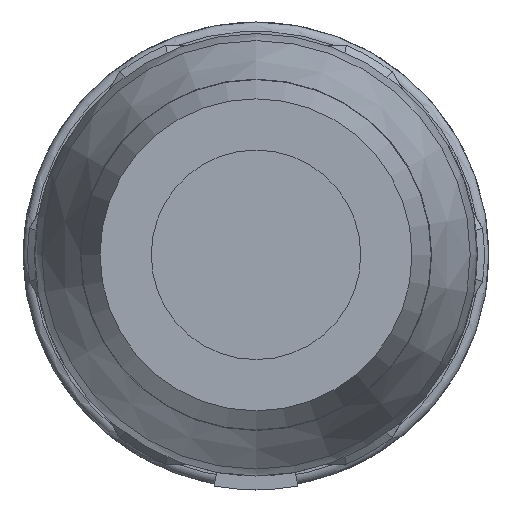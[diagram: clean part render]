
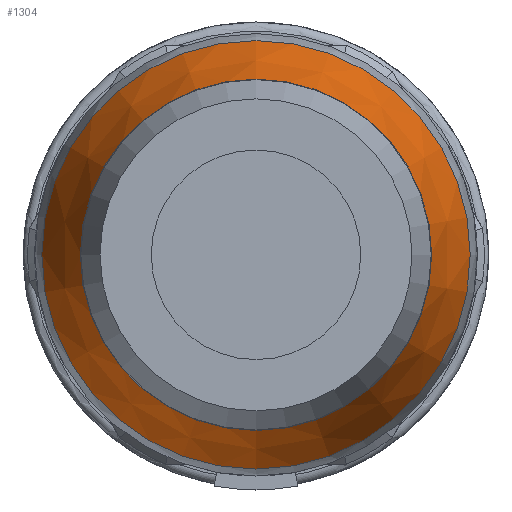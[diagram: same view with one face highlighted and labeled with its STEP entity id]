
A CAD part, front view. The second image highlights one B-rep face of the part: STEP entity #1304.
In plain terms, the highlighted conical face has half-angle 18.166 degrees and reference radius 4.173 mm.
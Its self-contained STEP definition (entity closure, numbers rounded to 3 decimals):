
#66=CONICAL_SURFACE('',#1432,4.173,0.317);
#97=LINE('',#2602,#163);
#163=VECTOR('',#1664,4.173);
#279=FACE_OUTER_BOUND('',#373,.T.);
#373=EDGE_LOOP('',(#953,#954,#955,#956,#957));
#467=CIRCLE('',#1431,4.6);
#468=CIRCLE('',#1433,3.745);
#469=CIRCLE('',#1434,3.745);
#567=VERTEX_POINT('',#2597);
#568=VERTEX_POINT('',#2601);
#569=VERTEX_POINT('',#2603);
#709=EDGE_CURVE('',#567,#567,#467,.T.);
#710=EDGE_CURVE('',#567,#568,#97,.T.);
#711=EDGE_CURVE('',#569,#568,#468,.T.);
#712=EDGE_CURVE('',#568,#569,#469,.T.);
#953=ORIENTED_EDGE('',*,*,#709,.T.);
#954=ORIENTED_EDGE('',*,*,#710,.T.);
#955=ORIENTED_EDGE('',*,*,#711,.F.);
#956=ORIENTED_EDGE('',*,*,#712,.F.);
#957=ORIENTED_EDGE('',*,*,#710,.F.);
#1304=ADVANCED_FACE('',(#279),#66,.T.);
#1431=AXIS2_PLACEMENT_3D('',#2599,#1660,#1661);
#1432=AXIS2_PLACEMENT_3D('',#2600,#1662,#1663);
#1433=AXIS2_PLACEMENT_3D('',#2604,#1665,#1666);
#1434=AXIS2_PLACEMENT_3D('',#2605,#1667,#1668);
#1660=DIRECTION('center_axis',(0.,-1.,0.));
#1661=DIRECTION('ref_axis',(0.,0.,
-1.));
#1662=DIRECTION('center_axis',(0.,1.,0.));
#1663=DIRECTION('ref_axis',(0.,0.,
-1.));
#1664=DIRECTION('',(0.,-0.95,-0.312));
#1665=DIRECTION('center_axis',(0.,-1.,0.));
#1666=DIRECTION('ref_axis',(0.,0.,
-1.));
#1667=DIRECTION('center_axis',(0.,-1.,0.));
#1668=DIRECTION('ref_axis',(0.,0.,
-1.));
#2597=CARTESIAN_POINT('',(0.,-13.356,4.6));
#2599=CARTESIAN_POINT('Origin',(0.,-13.356,0.));
#2600=CARTESIAN_POINT('Origin',(0.,-14.659,
0.));
#2601=CARTESIAN_POINT('',(0.,-15.962,3.745));
#2602=CARTESIAN_POINT('',(0.,-14.659,4.173));
#2603=CARTESIAN_POINT('',(3.745,-15.962,0.));
#2604=CARTESIAN_POINT('Origin',(0.,-15.962,
0.));
#2605=CARTESIAN_POINT('Origin',(0.,-15.962,
0.));
